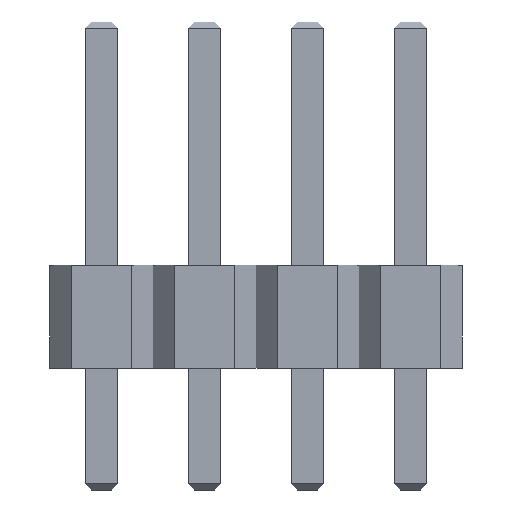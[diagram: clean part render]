
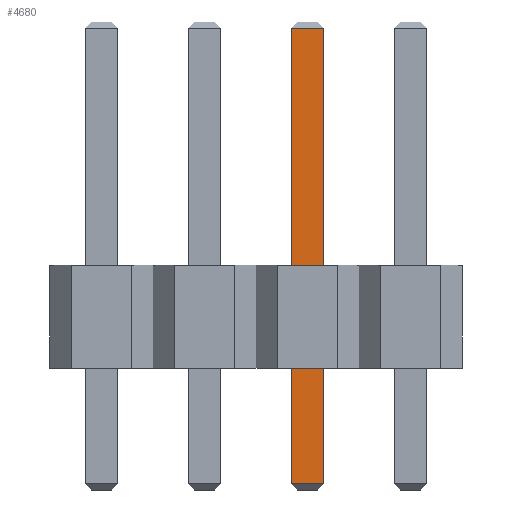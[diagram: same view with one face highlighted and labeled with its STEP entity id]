
A CAD part, left-side view. The second image highlights one B-rep face of the part: STEP entity #4680.
In plain terms, the highlighted face is planar.
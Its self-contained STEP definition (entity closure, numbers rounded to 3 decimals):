
#4327 = PLANE('',#4328);
#4328 = AXIS2_PLACEMENT_3D('',#4329,#4330,#4331);
#4329 = CARTESIAN_POINT('',(-0.4,5.48,-3.));
#4330 = DIRECTION('',(0.,1.,0.));
#4331 = DIRECTION('',(1.,0.,0.));
#4352 = VERTEX_POINT('',#4353);
#4353 = CARTESIAN_POINT('',(0.4,5.48,8.39));
#4379 = EDGE_CURVE('',#4380,#4352,#4382,.T.);
#4380 = VERTEX_POINT('',#4381);
#4381 = CARTESIAN_POINT('',(0.4,5.48,-2.85));
#4382 = SURFACE_CURVE('',#4383,(#4387,#4394),.PCURVE_S1.);
#4383 = LINE('',#4384,#4385);
#4384 = CARTESIAN_POINT('',(0.4,5.48,-3.));
#4385 = VECTOR('',#4386,1.);
#4386 = DIRECTION('',(0.,0.,1.));
#4387 = PCURVE('',#4327,#4388);
#4388 = DEFINITIONAL_REPRESENTATION('',(#4389),#4393);
#4389 = LINE('',#4390,#4391);
#4390 = CARTESIAN_POINT('',(0.8,0.));
#4391 = VECTOR('',#4392,1.);
#4392 = DIRECTION('',(0.,-1.));
#4393 = ( GEOMETRIC_REPRESENTATION_CONTEXT(2) 
PARAMETRIC_REPRESENTATION_CONTEXT() REPRESENTATION_CONTEXT('2D SPACE',''
  ) );
#4394 = PCURVE('',#4395,#4400);
#4395 = PLANE('',#4396);
#4396 = AXIS2_PLACEMENT_3D('',#4397,#4398,#4399);
#4397 = CARTESIAN_POINT('',(0.4,5.48,-3.));
#4398 = DIRECTION('',(1.,0.,0.));
#4399 = DIRECTION('',(0.,-1.,0.));
#4400 = DEFINITIONAL_REPRESENTATION('',(#4401),#4405);
#4401 = LINE('',#4402,#4403);
#4402 = CARTESIAN_POINT('',(0.,0.));
#4403 = VECTOR('',#4404,1.);
#4404 = DIRECTION('',(0.,-1.));
#4405 = ( GEOMETRIC_REPRESENTATION_CONTEXT(2) 
PARAMETRIC_REPRESENTATION_CONTEXT() REPRESENTATION_CONTEXT('2D SPACE',''
  ) );
#4454 = PLANE('',#4455);
#4455 = AXIS2_PLACEMENT_3D('',#4456,#4457,#4458);
#4456 = CARTESIAN_POINT('',(0.4,4.68,-3.));
#4457 = DIRECTION('',(0.,-1.,0.));
#4458 = DIRECTION('',(-1.,0.,0.));
#4562 = PLANE('',#4563);
#4563 = AXIS2_PLACEMENT_3D('',#4564,#4565,#4566);
#4564 = CARTESIAN_POINT('',(0.325,5.48,-2.925));
#4565 = DIRECTION('',(-0.707,0.,0.707
    ));
#4566 = DIRECTION('',(0.,1.,0.));
#4643 = PLANE('',#4644);
#4644 = AXIS2_PLACEMENT_3D('',#4645,#4646,#4647);
#4645 = CARTESIAN_POINT('',(0.325,5.48,8.465));
#4646 = DIRECTION('',(0.707,0.,0.707));
#4647 = DIRECTION('',(0.,1.,0.));
#4680 = ADVANCED_FACE('',(#4681),#4395,.T.);
#4681 = FACE_BOUND('',#4682,.T.);
#4682 = EDGE_LOOP('',(#4683,#4684,#4707,#4730));
#4683 = ORIENTED_EDGE('',*,*,#4379,.T.);
#4684 = ORIENTED_EDGE('',*,*,#4685,.T.);
#4685 = EDGE_CURVE('',#4352,#4686,#4688,.T.);
#4686 = VERTEX_POINT('',#4687);
#4687 = CARTESIAN_POINT('',(0.4,4.68,8.39));
#4688 = SURFACE_CURVE('',#4689,(#4693,#4700),.PCURVE_S1.);
#4689 = LINE('',#4690,#4691);
#4690 = CARTESIAN_POINT('',(0.4,5.48,8.39));
#4691 = VECTOR('',#4692,1.);
#4692 = DIRECTION('',(0.,-1.,0.));
#4693 = PCURVE('',#4395,#4694);
#4694 = DEFINITIONAL_REPRESENTATION('',(#4695),#4699);
#4695 = LINE('',#4696,#4697);
#4696 = CARTESIAN_POINT('',(0.,-11.39));
#4697 = VECTOR('',#4698,1.);
#4698 = DIRECTION('',(1.,0.));
#4699 = ( GEOMETRIC_REPRESENTATION_CONTEXT(2) 
PARAMETRIC_REPRESENTATION_CONTEXT() REPRESENTATION_CONTEXT('2D SPACE',''
  ) );
#4700 = PCURVE('',#4643,#4701);
#4701 = DEFINITIONAL_REPRESENTATION('',(#4702),#4706);
#4702 = LINE('',#4703,#4704);
#4703 = CARTESIAN_POINT('',(0.,-0.106));
#4704 = VECTOR('',#4705,1.);
#4705 = DIRECTION('',(-1.,0.));
#4706 = ( GEOMETRIC_REPRESENTATION_CONTEXT(2) 
PARAMETRIC_REPRESENTATION_CONTEXT() REPRESENTATION_CONTEXT('2D SPACE',''
  ) );
#4707 = ORIENTED_EDGE('',*,*,#4708,.F.);
#4708 = EDGE_CURVE('',#4709,#4686,#4711,.T.);
#4709 = VERTEX_POINT('',#4710);
#4710 = CARTESIAN_POINT('',(0.4,4.68,-2.85));
#4711 = SURFACE_CURVE('',#4712,(#4716,#4723),.PCURVE_S1.);
#4712 = LINE('',#4713,#4714);
#4713 = CARTESIAN_POINT('',(0.4,4.68,-3.));
#4714 = VECTOR('',#4715,1.);
#4715 = DIRECTION('',(0.,0.,1.));
#4716 = PCURVE('',#4395,#4717);
#4717 = DEFINITIONAL_REPRESENTATION('',(#4718),#4722);
#4718 = LINE('',#4719,#4720);
#4719 = CARTESIAN_POINT('',(0.8,0.));
#4720 = VECTOR('',#4721,1.);
#4721 = DIRECTION('',(0.,-1.));
#4722 = ( GEOMETRIC_REPRESENTATION_CONTEXT(2) 
PARAMETRIC_REPRESENTATION_CONTEXT() REPRESENTATION_CONTEXT('2D SPACE',''
  ) );
#4723 = PCURVE('',#4454,#4724);
#4724 = DEFINITIONAL_REPRESENTATION('',(#4725),#4729);
#4725 = LINE('',#4726,#4727);
#4726 = CARTESIAN_POINT('',(0.,0.));
#4727 = VECTOR('',#4728,1.);
#4728 = DIRECTION('',(0.,-1.));
#4729 = ( GEOMETRIC_REPRESENTATION_CONTEXT(2) 
PARAMETRIC_REPRESENTATION_CONTEXT() REPRESENTATION_CONTEXT('2D SPACE',''
  ) );
#4730 = ORIENTED_EDGE('',*,*,#4731,.F.);
#4731 = EDGE_CURVE('',#4380,#4709,#4732,.T.);
#4732 = SURFACE_CURVE('',#4733,(#4737,#4744),.PCURVE_S1.);
#4733 = LINE('',#4734,#4735);
#4734 = CARTESIAN_POINT('',(0.4,5.48,-2.85));
#4735 = VECTOR('',#4736,1.);
#4736 = DIRECTION('',(0.,-1.,0.));
#4737 = PCURVE('',#4395,#4738);
#4738 = DEFINITIONAL_REPRESENTATION('',(#4739),#4743);
#4739 = LINE('',#4740,#4741);
#4740 = CARTESIAN_POINT('',(0.,-0.15));
#4741 = VECTOR('',#4742,1.);
#4742 = DIRECTION('',(1.,0.));
#4743 = ( GEOMETRIC_REPRESENTATION_CONTEXT(2) 
PARAMETRIC_REPRESENTATION_CONTEXT() REPRESENTATION_CONTEXT('2D SPACE',''
  ) );
#4744 = PCURVE('',#4562,#4745);
#4745 = DEFINITIONAL_REPRESENTATION('',(#4746),#4750);
#4746 = LINE('',#4747,#4748);
#4747 = CARTESIAN_POINT('',(0.,-0.106));
#4748 = VECTOR('',#4749,1.);
#4749 = DIRECTION('',(-1.,0.));
#4750 = ( GEOMETRIC_REPRESENTATION_CONTEXT(2) 
PARAMETRIC_REPRESENTATION_CONTEXT() REPRESENTATION_CONTEXT('2D SPACE',''
  ) );
